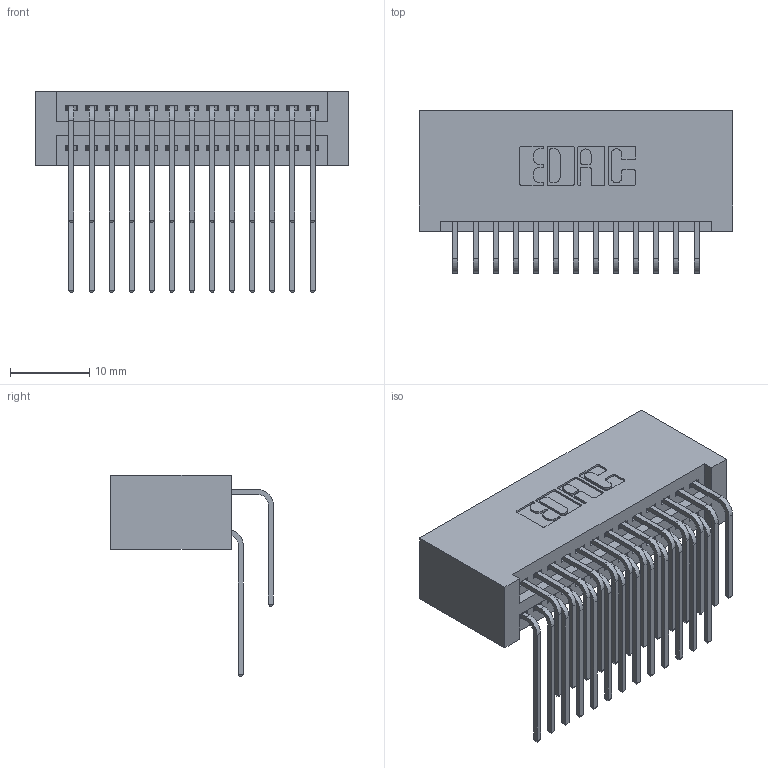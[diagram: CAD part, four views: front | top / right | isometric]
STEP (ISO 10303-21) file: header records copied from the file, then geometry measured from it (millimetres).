
FILE_DESCRIPTION (( 'STEP AP203' ), '1' );
FILE_NAME ('395-026-559-201.STEP', '2019-10-16T18:38:16', ( '' ), ( '' ), 'SwSTEP 2.0', 'SolidWorks 2016', '' );
FILE_SCHEMA (( 'CONFIG_CONTROL_DESIGN' ));
Length unit declared in the file: inch
Products named in the file (4): 345 Part_No Mounting Lugs; 345-292-001_558 559 Tail - 1; 345-292-001_559 Tail - 2; 395-026-559-201
Assembly tree (27 placements, depth 2):
  395-026-559-201
    345 Part_No Mounting Lugs
    345-292-001_558 559 Tail - 1  x13
    345-292-001_559 Tail - 2  x13
Bounding box: 39.62 x 20.56 x 25.53 mm (x, y, z)
Volume: 4345.8 mm3; surface area: 6870.7 mm2
Topology: 27 solids, 27 shells, 1470 faces, 4347 edges, 2862 vertices
Faces by surface type: plane 986, cylinder 484
Entity records: 15479 total; most frequent: CARTESIAN_POINT 2667, ORIENTED_EDGE 2550, DIRECTION 2355, EDGE_CURVE 1275, LINE 1059, VECTOR 1059, VERTEX_POINT 846, AXIS2_PLACEMENT_3D 648
